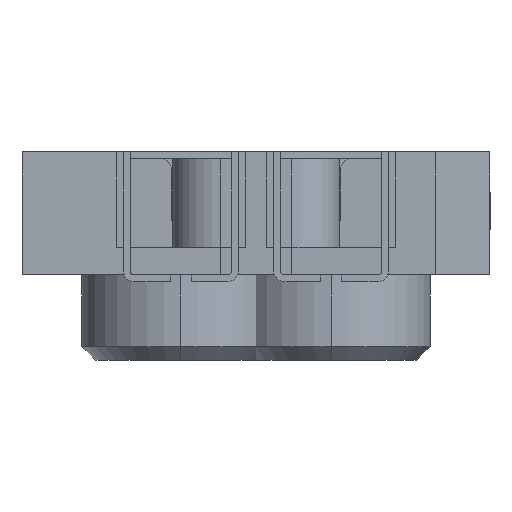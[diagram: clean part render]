
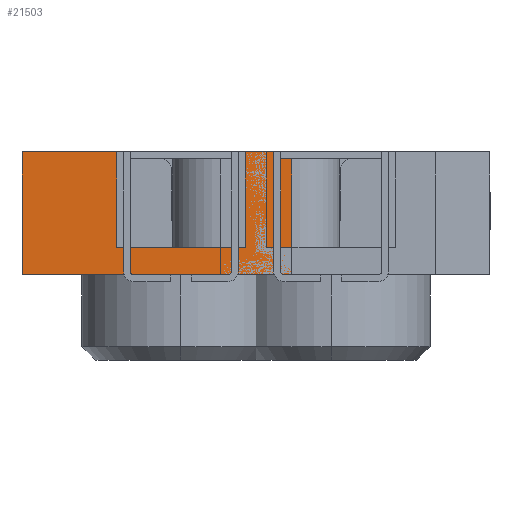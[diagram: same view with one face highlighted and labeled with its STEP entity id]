
A CAD part, left-side view. The second image highlights one B-rep face of the part: STEP entity #21503.
In plain terms, the highlighted planar face has unit normal (-1, 0, 0).
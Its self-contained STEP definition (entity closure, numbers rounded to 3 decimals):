
#328 = ORIENTED_EDGE ( 'NONE', *, *, #18890, .F. ) ;
#669 = CARTESIAN_POINT ( 'NONE',  ( -4.775, 2.04, -0.5 ) ) ;
#1375 = VERTEX_POINT ( 'NONE', #16612 ) ;
#1382 = DIRECTION ( 'NONE',  ( 0., -1., 0. ) ) ;
#2142 = VECTOR ( 'NONE', #5561, 1000. ) ;
#2256 = ORIENTED_EDGE ( 'NONE', *, *, #4180, .F. ) ;
#2346 = LINE ( 'NONE', #7549, #7366 ) ;
#2810 = VECTOR ( 'NONE', #22213, 1000. ) ;
#2916 = FACE_OUTER_BOUND ( 'NONE', #16736, .T. ) ;
#3472 = CARTESIAN_POINT ( 'NONE',  ( -4.775, 2.04, -0.5 ) ) ;
#3814 = CARTESIAN_POINT ( 'NONE',  ( -4.775, 3.425, 0.9 ) ) ;
#4042 = LINE ( 'NONE', #3814, #11136 ) ;
#4180 = EDGE_CURVE ( 'NONE', #11638, #14479, #2346, .T. ) ;
#4665 = LINE ( 'NONE', #22346, #13081 ) ;
#4928 = CARTESIAN_POINT ( 'NONE',  ( -4.775, 3.425, 0.9 ) ) ;
#5561 = DIRECTION ( 'NONE',  ( 0., -1., 0. ) ) ;
#6566 = ORIENTED_EDGE ( 'NONE', *, *, #8284, .T. ) ;
#7250 = LINE ( 'NONE', #20918, #21104 ) ;
#7366 = VECTOR ( 'NONE', #19825, 1000. ) ;
#7376 = DIRECTION ( 'NONE',  ( 0., 0., 1. ) ) ;
#7549 = CARTESIAN_POINT ( 'NONE',  ( -4.775, 3.425, 0.9 ) ) ;
#7818 = LINE ( 'NONE', #21792, #10110 ) ;
#8077 = ORIENTED_EDGE ( 'NONE', *, *, #17342, .T. ) ;
#8216 = DIRECTION ( 'NONE',  ( 1., 0., 0. ) ) ;
#8284 = EDGE_CURVE ( 'NONE', #17037, #11974, #11035, .T. ) ;
#8451 = DIRECTION ( 'NONE',  ( 0., 1., 0. ) ) ;
#9091 = VECTOR ( 'NONE', #21584, 1000. ) ;
#9148 = CARTESIAN_POINT ( 'NONE',  ( -4.775, -0.525, 0.9 ) ) ;
#9838 = PLANE ( 'NONE',  #11537 ) ;
#10110 = VECTOR ( 'NONE', #16590, 1000. ) ;
#10200 = ORIENTED_EDGE ( 'NONE', *, *, #17124, .F. ) ;
#10727 = DIRECTION ( 'NONE',  ( 0., 0., -1. ) ) ;
#11035 = LINE ( 'NONE', #17965, #9091 ) ;
#11136 = VECTOR ( 'NONE', #10727, 1000. ) ;
#11537 = AXIS2_PLACEMENT_3D ( 'NONE', #4928, #8216, #8451 ) ;
#11638 = VERTEX_POINT ( 'NONE', #18857 ) ;
#11974 = VERTEX_POINT ( 'NONE', #9148 ) ;
#12427 = CARTESIAN_POINT ( 'NONE',  ( -4.775, 3.425, -0.9 ) ) ;
#12579 = ORIENTED_EDGE ( 'NONE', *, *, #17535, .T. ) ;
#12642 = LINE ( 'NONE', #12427, #2142 ) ;
#13081 = VECTOR ( 'NONE', #1382, 1000. ) ;
#13245 = CARTESIAN_POINT ( 'NONE',  ( -4.775, 0.16, -0.5 ) ) ;
#14479 = VERTEX_POINT ( 'NONE', #14995 ) ;
#14554 = EDGE_CURVE ( 'NONE', #19732, #11974, #7818, .T. ) ;
#14995 = CARTESIAN_POINT ( 'NONE',  ( -4.775, 2.04, 0.9 ) ) ;
#15863 = VERTEX_POINT ( 'NONE', #669 ) ;
#16180 = VERTEX_POINT ( 'NONE', #13245 ) ;
#16590 = DIRECTION ( 'NONE',  ( 0., -1., 0. ) ) ;
#16611 = ORIENTED_EDGE ( 'NONE', *, *, #14554, .F. ) ;
#16612 = CARTESIAN_POINT ( 'NONE',  ( -4.775, 3.425, -0.9 ) ) ;
#16736 = EDGE_LOOP ( 'NONE', ( #328, #8077, #2256, #12579, #17781, #6566, #16611, #10200 ) ) ;
#17037 = VERTEX_POINT ( 'NONE', #22263 ) ;
#17124 = EDGE_CURVE ( 'NONE', #16180, #19732, #7250, .T. ) ;
#17342 = EDGE_CURVE ( 'NONE', #15863, #14479, #17344, .T. ) ;
#17344 = LINE ( 'NONE', #3472, #2810 ) ;
#17535 = EDGE_CURVE ( 'NONE', #11638, #1375, #4042, .T. ) ;
#17612 = CARTESIAN_POINT ( 'NONE',  ( -4.775, 0.16, 0.9 ) ) ;
#17781 = ORIENTED_EDGE ( 'NONE', *, *, #18012, .T. ) ;
#17965 = CARTESIAN_POINT ( 'NONE',  ( -4.775, -0.525, 0.9 ) ) ;
#18012 = EDGE_CURVE ( 'NONE', #1375, #17037, #12642, .T. ) ;
#18857 = CARTESIAN_POINT ( 'NONE',  ( -4.775, 3.425, 0.9 ) ) ;
#18890 = EDGE_CURVE ( 'NONE', #15863, #16180, #4665, .T. ) ;
#19732 = VERTEX_POINT ( 'NONE', #17612 ) ;
#19825 = DIRECTION ( 'NONE',  ( 0., -1., 0. ) ) ;
#20918 = CARTESIAN_POINT ( 'NONE',  ( -4.775, 0.16, -0.5 ) ) ;
#21104 = VECTOR ( 'NONE', #7376, 1000. ) ;
#21503 = ADVANCED_FACE ( 'NONE', ( #2916 ), #9838, .F. ) ;
#21584 = DIRECTION ( 'NONE',  ( 0., 0., 1. ) ) ;
#21792 = CARTESIAN_POINT ( 'NONE',  ( -4.775, 3.425, 0.9 ) ) ;
#22213 = DIRECTION ( 'NONE',  ( 0., 0., 1. ) ) ;
#22263 = CARTESIAN_POINT ( 'NONE',  ( -4.775, -0.525, -0.9 ) ) ;
#22346 = CARTESIAN_POINT ( 'NONE',  ( -4.775, 0.16, -0.5 ) ) ;
